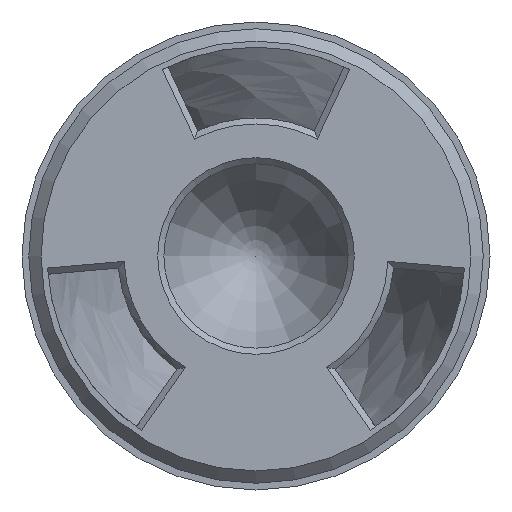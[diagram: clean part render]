
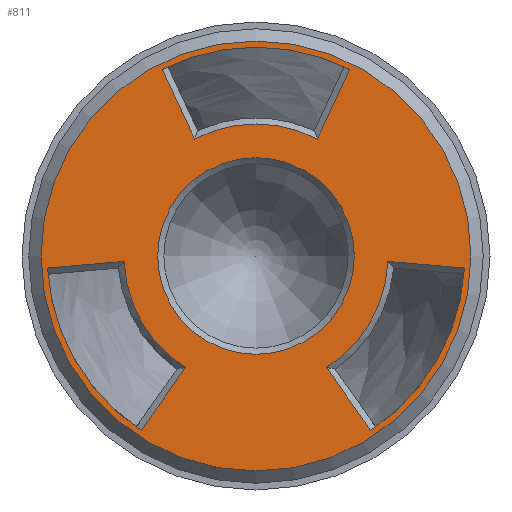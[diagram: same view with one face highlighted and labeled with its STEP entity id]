
A CAD part, front view. The second image highlights one B-rep face of the part: STEP entity #811.
In plain terms, the highlighted planar face has unit normal (0, -1, 0).
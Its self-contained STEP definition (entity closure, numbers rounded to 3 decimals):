
#88=FACE_BOUND('',#164,.T.);
#89=FACE_BOUND('',#165,.T.);
#90=FACE_BOUND('',#166,.T.);
#91=FACE_BOUND('',#167,.T.);
#94=PLANE('',#877);
#113=FACE_OUTER_BOUND('',#163,.T.);
#163=EDGE_LOOP('',(#553));
#164=EDGE_LOOP('',(#554,#555,#556,#557));
#165=EDGE_LOOP('',(#558,#559,#560,#561));
#166=EDGE_LOOP('',(#562,#563,#564,#565));
#167=EDGE_LOOP('',(#566));
#219=LINE('',#1198,#260);
#220=LINE('',#1201,#261);
#221=LINE('',#1206,#262);
#222=LINE('',#1209,#263);
#223=LINE('',#1214,#264);
#224=LINE('',#1217,#265);
#260=VECTOR('',#978,10.);
#261=VECTOR('',#981,10.);
#262=VECTOR('',#984,10.);
#263=VECTOR('',#987,10.);
#264=VECTOR('',#990,10.);
#265=VECTOR('',#993,10.);
#300=CIRCLE('',#875,16.);
#302=CIRCLE('',#878,35.);
#303=CIRCLE('',#879,34.);
#304=CIRCLE('',#880,21.5);
#305=CIRCLE('',#881,34.);
#306=CIRCLE('',#882,21.5);
#307=CIRCLE('',#883,34.);
#308=CIRCLE('',#884,21.5);
#341=VERTEX_POINT('',#1186);
#343=VERTEX_POINT('',#1192);
#344=VERTEX_POINT('',#1194);
#345=VERTEX_POINT('',#1195);
#346=VERTEX_POINT('',#1197);
#347=VERTEX_POINT('',#1199);
#348=VERTEX_POINT('',#1202);
#349=VERTEX_POINT('',#1203);
#350=VERTEX_POINT('',#1205);
#351=VERTEX_POINT('',#1207);
#352=VERTEX_POINT('',#1210);
#353=VERTEX_POINT('',#1211);
#354=VERTEX_POINT('',#1213);
#355=VERTEX_POINT('',#1215);
#421=EDGE_CURVE('',#341,#341,#300,.T.);
#424=EDGE_CURVE('',#343,#343,#302,.T.);
#425=EDGE_CURVE('',#344,#345,#303,.T.);
#426=EDGE_CURVE('',#346,#345,#219,.T.);
#427=EDGE_CURVE('',#347,#346,#304,.T.);
#428=EDGE_CURVE('',#344,#347,#220,.T.);
#429=EDGE_CURVE('',#348,#349,#305,.T.);
#430=EDGE_CURVE('',#350,#349,#221,.T.);
#431=EDGE_CURVE('',#351,#350,#306,.T.);
#432=EDGE_CURVE('',#348,#351,#222,.T.);
#433=EDGE_CURVE('',#352,#353,#307,.T.);
#434=EDGE_CURVE('',#354,#353,#223,.T.);
#435=EDGE_CURVE('',#355,#354,#308,.T.);
#436=EDGE_CURVE('',#352,#355,#224,.T.);
#553=ORIENTED_EDGE('',*,*,#424,.F.);
#554=ORIENTED_EDGE('',*,*,#425,.T.);
#555=ORIENTED_EDGE('',*,*,#426,.F.);
#556=ORIENTED_EDGE('',*,*,#427,.F.);
#557=ORIENTED_EDGE('',*,*,#428,.F.);
#558=ORIENTED_EDGE('',*,*,#429,.T.);
#559=ORIENTED_EDGE('',*,*,#430,.F.);
#560=ORIENTED_EDGE('',*,*,#431,.F.);
#561=ORIENTED_EDGE('',*,*,#432,.F.);
#562=ORIENTED_EDGE('',*,*,#433,.T.);
#563=ORIENTED_EDGE('',*,*,#434,.F.);
#564=ORIENTED_EDGE('',*,*,#435,.F.);
#565=ORIENTED_EDGE('',*,*,#436,.F.);
#566=ORIENTED_EDGE('',*,*,#421,.F.);
#811=ADVANCED_FACE('',(#113,#88,#89,#90,#91),#94,.T.);
#875=AXIS2_PLACEMENT_3D('',#1187,#967,#968);
#877=AXIS2_PLACEMENT_3D('',#1191,#972,#973);
#878=AXIS2_PLACEMENT_3D('',#1193,#974,#975);
#879=AXIS2_PLACEMENT_3D('',#1196,#976,#977);
#880=AXIS2_PLACEMENT_3D('',#1200,#979,#980);
#881=AXIS2_PLACEMENT_3D('',#1204,#982,#983);
#882=AXIS2_PLACEMENT_3D('',#1208,#985,#986);
#883=AXIS2_PLACEMENT_3D('',#1212,#988,#989);
#884=AXIS2_PLACEMENT_3D('',#1216,#991,#992);
#967=DIRECTION('center_axis',(0.,-1.,0.));
#968=DIRECTION('ref_axis',(1.,0.,0.));
#972=DIRECTION('center_axis',(0.,-1.,0.));
#973=DIRECTION('ref_axis',(1.,0.,0.));
#974=DIRECTION('center_axis',(0.,1.,0.));
#975=DIRECTION('ref_axis',(1.,0.,0.));
#976=DIRECTION('center_axis',(0.,1.,0.));
#977=DIRECTION('ref_axis',(1.,0.,0.));
#978=DIRECTION('',(0.574,0.,-0.819));
#979=DIRECTION('center_axis',(0.,1.,0.));
#980=DIRECTION('ref_axis',(1.,0.,0.));
#981=DIRECTION('',(-0.996,0.,0.087));
#982=DIRECTION('center_axis',(0.,1.,0.));
#983=DIRECTION('ref_axis',(1.,0.,0.));
#984=DIRECTION('',(0.423,0.,0.906));
#985=DIRECTION('center_axis',(0.,1.,0.));
#986=DIRECTION('ref_axis',(1.,0.,0.));
#987=DIRECTION('',(0.423,0.,-0.906));
#988=DIRECTION('center_axis',(0.,1.,0.));
#989=DIRECTION('ref_axis',(1.,0.,0.));
#990=DIRECTION('',(-0.996,0.,-0.087));
#991=DIRECTION('center_axis',(0.,1.,0.));
#992=DIRECTION('ref_axis',(-1.,0.,0.));
#993=DIRECTION('',(0.574,0.,0.819));
#1186=CARTESIAN_POINT('',(-16.,-30.,0.));
#1187=CARTESIAN_POINT('Origin',(0.,-30.,0.));
#1191=CARTESIAN_POINT('Origin',(0.,-30.,0.));
#1192=CARTESIAN_POINT('',(-35.,-30.,0.));
#1193=CARTESIAN_POINT('Origin',(0.,-30.,0.));
#1194=CARTESIAN_POINT('',(33.943,-30.,-1.966));
#1195=CARTESIAN_POINT('',(18.674,-30.,-28.413));
#1196=CARTESIAN_POINT('Origin',(0.,-30.,0.));
#1197=CARTESIAN_POINT('',(11.499,-30.,-18.166));
#1198=CARTESIAN_POINT('',(5.634,-30.,-9.789));
#1199=CARTESIAN_POINT('',(21.482,-30.,-0.876));
#1200=CARTESIAN_POINT('Origin',(0.,-30.,0.));
#1201=CARTESIAN_POINT('',(17.022,-30.,-0.485));
#1202=CARTESIAN_POINT('',(-15.269,-30.,30.379));
#1203=CARTESIAN_POINT('',(15.269,-30.,30.379));
#1204=CARTESIAN_POINT('Origin',(0.,-30.,0.));
#1205=CARTESIAN_POINT('',(9.983,-30.,19.042));
#1206=CARTESIAN_POINT('',(5.661,-30.,9.773));
#1207=CARTESIAN_POINT('',(-9.983,-30.,19.042));
#1208=CARTESIAN_POINT('Origin',(0.,-30.,0.));
#1209=CARTESIAN_POINT('',(-8.091,-30.,14.985));
#1210=CARTESIAN_POINT('',(-18.674,-30.,-28.413));
#1211=CARTESIAN_POINT('',(-33.943,-30.,-1.966));
#1212=CARTESIAN_POINT('Origin',(0.,-30.,0.));
#1213=CARTESIAN_POINT('',(-21.482,-30.,-0.876));
#1214=CARTESIAN_POINT('',(-11.294,-30.,0.016));
#1215=CARTESIAN_POINT('',(-11.499,-30.,-18.166));
#1216=CARTESIAN_POINT('Origin',(0.,-30.,0.));
#1217=CARTESIAN_POINT('',(-8.932,-30.,-14.499));
